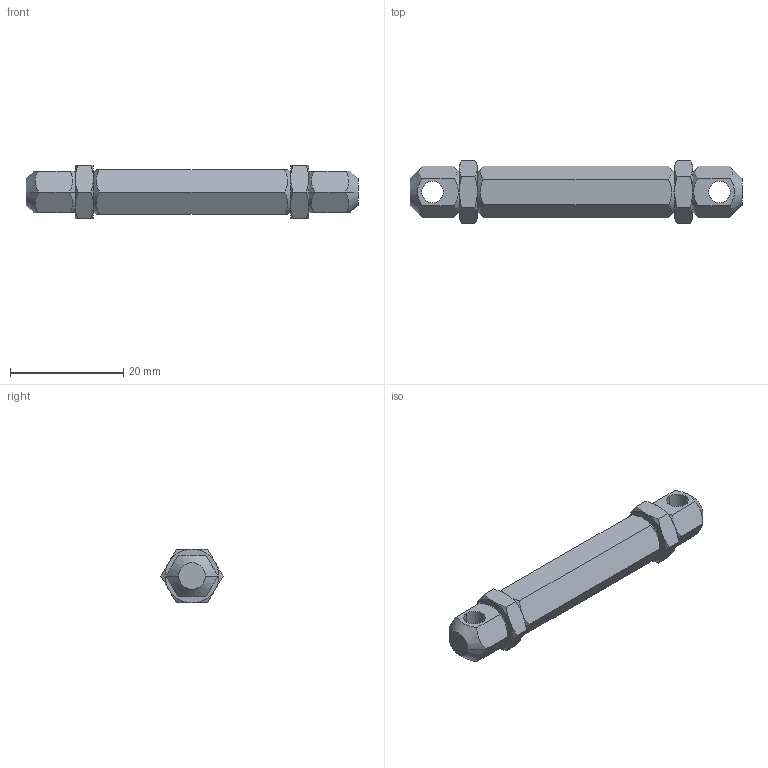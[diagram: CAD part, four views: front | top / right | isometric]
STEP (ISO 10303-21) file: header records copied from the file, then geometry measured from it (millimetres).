
FILE_DESCRIPTION (( 'STEP AP214' ), '1' );
FILE_NAME ('am-3914_35 35 Chain Tensioner.STEP', '2018-12-04T18:14:44', ( '' ), ( '' ), 'SwSTEP 2.0', 'SolidWorks 2018', '' );
FILE_SCHEMA (( 'AUTOMOTIVE_DESIGN' ));
Length unit declared in the file: millimetre
Products named in the file (6): Joint Body; am-3914_35 35 Chain Tensioner; 35 Link LH; 35 Link; 99961A520_LOW-STRENGTH STEEL LEFT-HAND THREADED HEX NUT_99961A520; 90480A195_LOW-STRENGTH STEEL HEX NUT_90480A195
Assembly tree (5 placements, depth 2):
  am-3914_35 35 Chain Tensioner
    Joint Body
    90480A195_LOW-STRENGTH STEEL HEX NUT_90480A195
    99961A520_LOW-STRENGTH STEEL LEFT-HAND THREADED HEX NUT_99961A520
    35 Link
    35 Link LH
Bounding box: 58.74 x 11 x 9.53 mm (x, y, z)
Volume: 3056 mm3; surface area: 3570.9 mm2
Topology: 5 solids, 5 shells, 236 faces, 614 edges, 390 vertices
Faces by surface type: cylinder 120, cone 60, plane 44, bspline 12
Entity records: 16538 total; most frequent: CARTESIAN_POINT 11412, ORIENTED_EDGE 1228, DIRECTION 804, EDGE_CURVE 614, VERTEX_POINT 390, AXIS2_PLACEMENT_3D 310, EDGE_LOOP 248, ADVANCED_FACE 236
